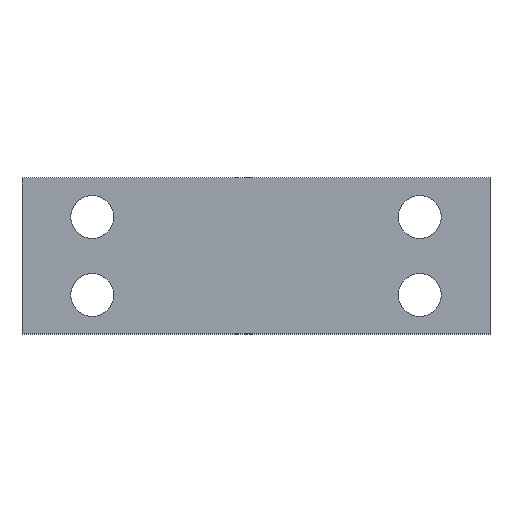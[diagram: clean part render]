
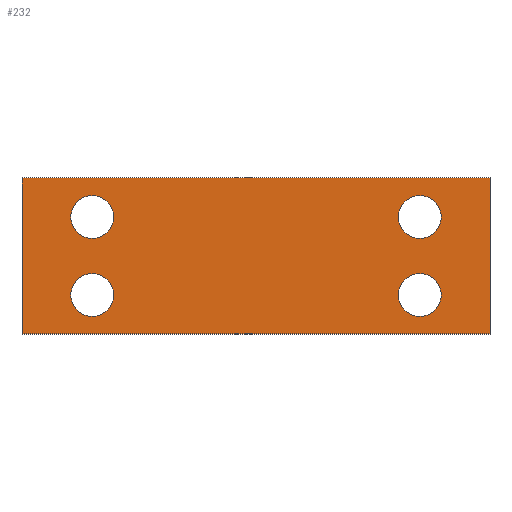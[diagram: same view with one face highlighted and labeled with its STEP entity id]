
A CAD part, top view. The second image highlights one B-rep face of the part: STEP entity #232.
In plain terms, the highlighted planar face has unit normal (0, 0, 1).
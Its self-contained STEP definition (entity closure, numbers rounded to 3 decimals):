
#1 = EDGE_CURVE ( 'NONE', #37, #336, #16, .T. ) ;
#3 = ORIENTED_EDGE ( 'NONE', *, *, #199, .T. ) ;
#8 = AXIS2_PLACEMENT_3D ( 'NONE', #75, #401, #444 ) ;
#10 = VERTEX_POINT ( 'NONE', #528 ) ;
#11 = EDGE_LOOP ( 'NONE', ( #138, #131 ) ) ;
#15 = CARTESIAN_POINT ( 'NONE',  ( 18.25, 5., 5. ) ) ;
#16 = CIRCLE ( 'NONE', #233, 2.75 ) ;
#17 = LINE ( 'NONE', #426, #522 ) ;
#20 = CIRCLE ( 'NONE', #221, 2.75 ) ;
#22 = CARTESIAN_POINT ( 'NONE',  ( -30., 10., 5. ) ) ;
#24 = AXIS2_PLACEMENT_3D ( 'NONE', #235, #326, #242 ) ;
#25 = VECTOR ( 'NONE', #72, 1000. ) ;
#31 = PLANE ( 'NONE',  #250 ) ;
#33 = DIRECTION ( 'NONE',  ( 0., 0., 1. ) ) ;
#37 = VERTEX_POINT ( 'NONE', #91 ) ;
#49 = CARTESIAN_POINT ( 'NONE',  ( 18.25, -5., 5. ) ) ;
#56 = FACE_BOUND ( 'NONE', #325, .T. ) ;
#57 = AXIS2_PLACEMENT_3D ( 'NONE', #434, #109, #317 ) ;
#71 = DIRECTION ( 'NONE',  ( 0., 0., 1. ) ) ;
#72 = DIRECTION ( 'NONE',  ( 0., 1., 0. ) ) ;
#73 = VERTEX_POINT ( 'NONE', #420 ) ;
#75 = CARTESIAN_POINT ( 'NONE',  ( -21., 5., 5. ) ) ;
#78 = CARTESIAN_POINT ( 'NONE',  ( 0., 0., 5. ) ) ;
#80 = ORIENTED_EDGE ( 'NONE', *, *, #274, .F. ) ;
#82 = VERTEX_POINT ( 'NONE', #49 ) ;
#86 = EDGE_CURVE ( 'NONE', #525, #82, #189, .T. ) ;
#87 = CIRCLE ( 'NONE', #490, 2.75 ) ;
#91 = CARTESIAN_POINT ( 'NONE',  ( -18.25, -5., 5. ) ) ;
#109 = DIRECTION ( 'NONE',  ( 0., 0., 1. ) ) ;
#128 = DIRECTION ( 'NONE',  ( 1., 0., 0. ) ) ;
#129 = CIRCLE ( 'NONE', #415, 2.75 ) ;
#131 = ORIENTED_EDGE ( 'NONE', *, *, #425, .F. ) ;
#132 = DIRECTION ( 'NONE',  ( 0., 0., 1. ) ) ;
#134 = CARTESIAN_POINT ( 'NONE',  ( 21., -5., 5. ) ) ;
#138 = ORIENTED_EDGE ( 'NONE', *, *, #86, .F. ) ;
#146 = CARTESIAN_POINT ( 'NONE',  ( 30., -10., 5. ) ) ;
#149 = ORIENTED_EDGE ( 'NONE', *, *, #165, .T. ) ;
#155 = EDGE_CURVE ( 'NONE', #411, #240, #129, .T. ) ;
#157 = DIRECTION ( 'NONE',  ( 0., 0., 1. ) ) ;
#162 = CARTESIAN_POINT ( 'NONE',  ( 30., -10., 5. ) ) ;
#165 = EDGE_CURVE ( 'NONE', #509, #309, #346, .T. ) ;
#166 = DIRECTION ( 'NONE',  ( 0., 0., -1. ) ) ;
#171 = EDGE_CURVE ( 'NONE', #230, #509, #17, .T. ) ;
#172 = CARTESIAN_POINT ( 'NONE',  ( -23.75, -5., 5. ) ) ;
#176 = DIRECTION ( 'NONE',  ( 0., 0., 1. ) ) ;
#189 = CIRCLE ( 'NONE', #191, 2.75 ) ;
#191 = AXIS2_PLACEMENT_3D ( 'NONE', #134, #132, #416 ) ;
#196 = CARTESIAN_POINT ( 'NONE',  ( -30., 10., 5. ) ) ;
#197 = FACE_BOUND ( 'NONE', #11, .T. ) ;
#199 = EDGE_CURVE ( 'NONE', #309, #523, #261, .T. ) ;
#208 = CARTESIAN_POINT ( 'NONE',  ( -30., -10., 5. ) ) ;
#221 = AXIS2_PLACEMENT_3D ( 'NONE', #394, #71, #249 ) ;
#223 = VECTOR ( 'NONE', #502, 1000. ) ;
#228 = FACE_BOUND ( 'NONE', #305, .T. ) ;
#230 = VERTEX_POINT ( 'NONE', #208 ) ;
#232 = ADVANCED_FACE ( 'NONE', ( #228, #56, #197, #408, #510 ), #31, .F. ) ;
#233 = AXIS2_PLACEMENT_3D ( 'NONE', #413, #176, #453 ) ;
#235 = CARTESIAN_POINT ( 'NONE',  ( 21., -5., 5. ) ) ;
#240 = VERTEX_POINT ( 'NONE', #445 ) ;
#242 = DIRECTION ( 'NONE',  ( 1., 0., 0. ) ) ;
#249 = DIRECTION ( 'NONE',  ( 1., 0., 0. ) ) ;
#250 = AXIS2_PLACEMENT_3D ( 'NONE', #78, #166, #403 ) ;
#254 = EDGE_CURVE ( 'NONE', #73, #10, #504, .T. ) ;
#261 = LINE ( 'NONE', #22, #455 ) ;
#273 = CIRCLE ( 'NONE', #24, 2.75 ) ;
#274 = EDGE_CURVE ( 'NONE', #10, #73, #87, .T. ) ;
#284 = CARTESIAN_POINT ( 'NONE',  ( -30., -10., 5. ) ) ;
#290 = CARTESIAN_POINT ( 'NONE',  ( 21., 5., 5. ) ) ;
#295 = CIRCLE ( 'NONE', #57, 2.75 ) ;
#304 = ORIENTED_EDGE ( 'NONE', *, *, #470, .T. ) ;
#305 = EDGE_LOOP ( 'NONE', ( #80, #500 ) ) ;
#309 = VERTEX_POINT ( 'NONE', #407 ) ;
#317 = DIRECTION ( 'NONE',  ( 1., 0., 0. ) ) ;
#321 = CARTESIAN_POINT ( 'NONE',  ( 23.75, -5., 5. ) ) ;
#325 = EDGE_LOOP ( 'NONE', ( #387, #371 ) ) ;
#326 = DIRECTION ( 'NONE',  ( 0., 0., 1. ) ) ;
#327 = DIRECTION ( 'NONE',  ( 1., 0., 0. ) ) ;
#336 = VERTEX_POINT ( 'NONE', #172 ) ;
#346 = LINE ( 'NONE', #162, #25 ) ;
#359 = EDGE_LOOP ( 'NONE', ( #149, #3, #304, #495 ) ) ;
#366 = ORIENTED_EDGE ( 'NONE', *, *, #155, .F. ) ;
#371 = ORIENTED_EDGE ( 'NONE', *, *, #492, .F. ) ;
#381 = ORIENTED_EDGE ( 'NONE', *, *, #521, .F. ) ;
#387 = ORIENTED_EDGE ( 'NONE', *, *, #1, .F. ) ;
#394 = CARTESIAN_POINT ( 'NONE',  ( 21., 5., 5. ) ) ;
#401 = DIRECTION ( 'NONE',  ( 0., 0., 1. ) ) ;
#403 = DIRECTION ( 'NONE',  ( -1., 0., 0. ) ) ;
#407 = CARTESIAN_POINT ( 'NONE',  ( 30., 10., 5. ) ) ;
#408 = FACE_BOUND ( 'NONE', #427, .T. ) ;
#411 = VERTEX_POINT ( 'NONE', #15 ) ;
#413 = CARTESIAN_POINT ( 'NONE',  ( -21., -5., 5. ) ) ;
#415 = AXIS2_PLACEMENT_3D ( 'NONE', #290, #157, #441 ) ;
#416 = DIRECTION ( 'NONE',  ( 1., 0., 0. ) ) ;
#420 = CARTESIAN_POINT ( 'NONE',  ( -23.75, 5., 5. ) ) ;
#425 = EDGE_CURVE ( 'NONE', #82, #525, #273, .T. ) ;
#426 = CARTESIAN_POINT ( 'NONE',  ( -30., -10., 5. ) ) ;
#427 = EDGE_LOOP ( 'NONE', ( #381, #366 ) ) ;
#434 = CARTESIAN_POINT ( 'NONE',  ( -21., -5., 5. ) ) ;
#441 = DIRECTION ( 'NONE',  ( 1., 0., 0. ) ) ;
#444 = DIRECTION ( 'NONE',  ( 1., 0., 0. ) ) ;
#445 = CARTESIAN_POINT ( 'NONE',  ( 23.75, 5., 5. ) ) ;
#453 = DIRECTION ( 'NONE',  ( 1., 0., 0. ) ) ;
#455 = VECTOR ( 'NONE', #478, 1000. ) ;
#470 = EDGE_CURVE ( 'NONE', #523, #230, #519, .T. ) ;
#475 = CARTESIAN_POINT ( 'NONE',  ( -21., 5., 5. ) ) ;
#478 = DIRECTION ( 'NONE',  ( -1., 0., 0. ) ) ;
#490 = AXIS2_PLACEMENT_3D ( 'NONE', #475, #33, #128 ) ;
#492 = EDGE_CURVE ( 'NONE', #336, #37, #295, .T. ) ;
#495 = ORIENTED_EDGE ( 'NONE', *, *, #171, .T. ) ;
#500 = ORIENTED_EDGE ( 'NONE', *, *, #254, .F. ) ;
#502 = DIRECTION ( 'NONE',  ( 0., -1., 0. ) ) ;
#504 = CIRCLE ( 'NONE', #8, 2.75 ) ;
#509 = VERTEX_POINT ( 'NONE', #146 ) ;
#510 = FACE_OUTER_BOUND ( 'NONE', #359, .T. ) ;
#519 = LINE ( 'NONE', #284, #223 ) ;
#521 = EDGE_CURVE ( 'NONE', #240, #411, #20, .T. ) ;
#522 = VECTOR ( 'NONE', #327, 1000. ) ;
#523 = VERTEX_POINT ( 'NONE', #196 ) ;
#525 = VERTEX_POINT ( 'NONE', #321 ) ;
#528 = CARTESIAN_POINT ( 'NONE',  ( -18.25, 5., 5. ) ) ;
